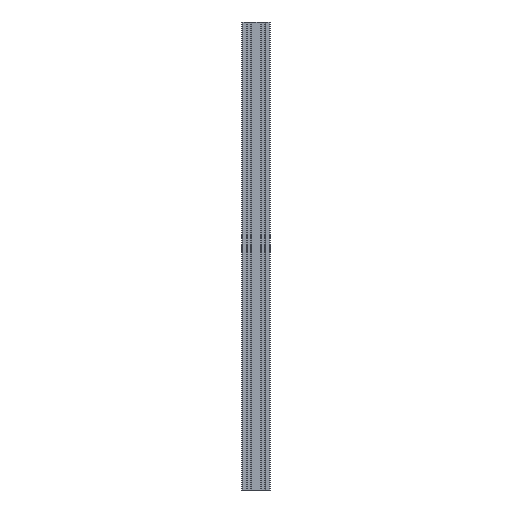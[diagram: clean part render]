
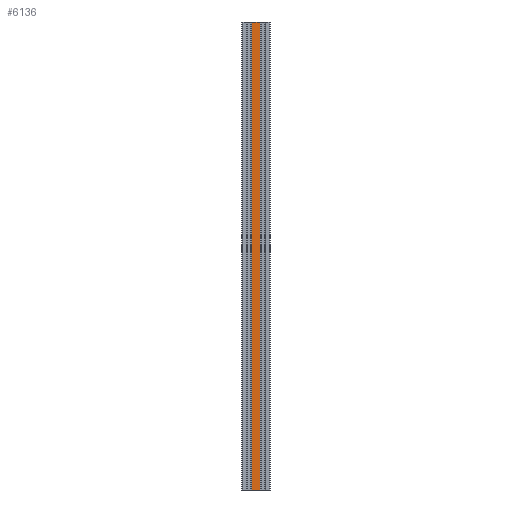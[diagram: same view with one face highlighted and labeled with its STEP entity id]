
A CAD part, left-side view. The second image highlights one B-rep face of the part: STEP entity #6136.
In plain terms, the highlighted planar face has unit normal (-1, 0, 0).
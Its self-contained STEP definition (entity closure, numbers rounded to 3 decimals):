
#197 = DIRECTION ( 'NONE',  ( 0., 1., 0. ) ) ;
#653 = ORIENTED_EDGE ( 'NONE', *, *, #3922, .F. ) ;
#907 = ORIENTED_EDGE ( 'NONE', *, *, #3177, .F. ) ;
#1084 = CARTESIAN_POINT ( 'NONE',  ( -15., 5.5, 1000. ) ) ;
#1109 = LINE ( 'NONE', #7958, #4458 ) ;
#1362 = VERTEX_POINT ( 'NONE', #2265 ) ;
#1529 = CARTESIAN_POINT ( 'NONE',  ( -15., 5.5, 1000. ) ) ;
#2014 = VECTOR ( 'NONE', #4484, 1000. ) ;
#2265 = CARTESIAN_POINT ( 'NONE',  ( -15., 5.5, 0. ) ) ;
#2292 = VECTOR ( 'NONE', #8867, 1000. ) ;
#2414 = VERTEX_POINT ( 'NONE', #1084 ) ;
#2444 = ORIENTED_EDGE ( 'NONE', *, *, #5219, .T. ) ;
#2582 = VERTEX_POINT ( 'NONE', #4823 ) ;
#2839 = LINE ( 'NONE', #1529, #3482 ) ;
#3059 = DIRECTION ( 'NONE',  ( 0., 0., -1. ) ) ;
#3090 = CARTESIAN_POINT ( 'NONE',  ( -15., 24.5, 1000. ) ) ;
#3177 = EDGE_CURVE ( 'NONE', #2414, #1362, #2839, .T. ) ;
#3482 = VECTOR ( 'NONE', #3059, 1000. ) ;
#3922 = EDGE_CURVE ( 'NONE', #1362, #2582, #1109, .T. ) ;
#4458 = VECTOR ( 'NONE', #197, 1000. ) ;
#4484 = DIRECTION ( 'NONE',  ( 0., 1., 0. ) ) ;
#4823 = CARTESIAN_POINT ( 'NONE',  ( -15., 24.5, 0. ) ) ;
#5219 = EDGE_CURVE ( 'NONE', #10102, #2582, #5419, .T. ) ;
#5419 = LINE ( 'NONE', #8129, #2292 ) ;
#6136 = ADVANCED_FACE ( 'NONE', ( #6586 ), #8326, .T. ) ;
#6586 = FACE_OUTER_BOUND ( 'NONE', #8495, .T. ) ;
#7486 = DIRECTION ( 'NONE',  ( 0., -1., 0. ) ) ;
#7958 = CARTESIAN_POINT ( 'NONE',  ( -15., 0., 0. ) ) ;
#8129 = CARTESIAN_POINT ( 'NONE',  ( -15., 24.5, 1000. ) ) ;
#8326 = PLANE ( 'NONE',  #9104 ) ;
#8495 = EDGE_LOOP ( 'NONE', ( #653, #907, #9094, #2444 ) ) ;
#8833 = LINE ( 'NONE', #10303, #2014 ) ;
#8867 = DIRECTION ( 'NONE',  ( 0., 0., -1. ) ) ;
#9094 = ORIENTED_EDGE ( 'NONE', *, *, #9477, .T. ) ;
#9104 = AXIS2_PLACEMENT_3D ( 'NONE', #10032, #10772, #7486 ) ;
#9477 = EDGE_CURVE ( 'NONE', #2414, #10102, #8833, .T. ) ;
#10032 = CARTESIAN_POINT ( 'NONE',  ( -15., 0., 1000. ) ) ;
#10102 = VERTEX_POINT ( 'NONE', #3090 ) ;
#10303 = CARTESIAN_POINT ( 'NONE',  ( -15., 0., 1000. ) ) ;
#10772 = DIRECTION ( 'NONE',  ( -1., 0., 0. ) ) ;
